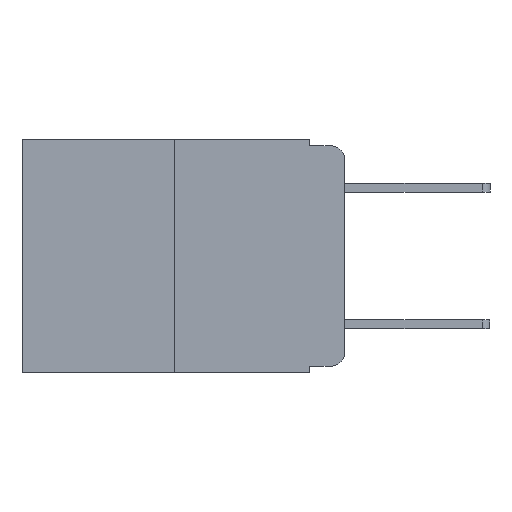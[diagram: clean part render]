
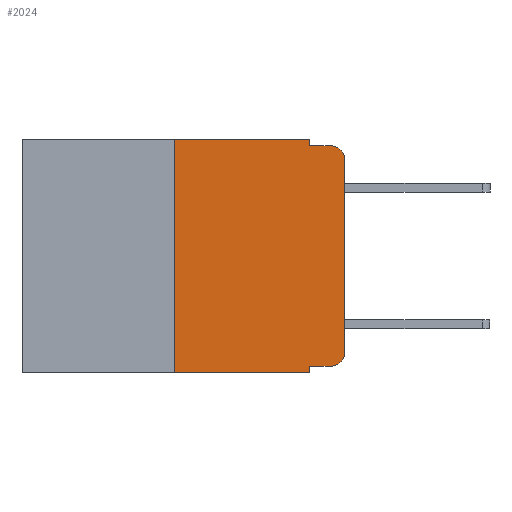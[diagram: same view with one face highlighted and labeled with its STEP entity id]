
A CAD part, left-side view. The second image highlights one B-rep face of the part: STEP entity #2024.
In plain terms, the highlighted planar face has unit normal (-1, 0, 0).
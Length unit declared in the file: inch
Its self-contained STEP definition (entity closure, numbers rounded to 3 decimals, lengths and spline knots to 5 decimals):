
#84 = CARTESIAN_POINT ( 'NONE',  ( 0., 0.051, -0.333 ) ) ;
#242 = CARTESIAN_POINT ( 'NONE',  ( 0., 0.051, -0.01 ) ) ;
#400 = DIRECTION ( 'NONE',  ( 0., -1., 0. ) ) ;
#536 = ORIENTED_EDGE ( 'NONE', *, *, #5455, .F. ) ;
#1046 = VERTEX_POINT ( 'NONE', #8319 ) ;
#1053 = DIRECTION ( 'NONE',  ( 0., -1., 0. ) ) ;
#1056 = EDGE_CURVE ( 'NONE', #8459, #6511, #5815, .T. ) ;
#1081 = DIRECTION ( 'NONE',  ( -1., 0., 0. ) ) ;
#1322 = ORIENTED_EDGE ( 'NONE', *, *, #7361, .T. ) ;
#1349 = ORIENTED_EDGE ( 'NONE', *, *, #5270, .T. ) ;
#1557 = CARTESIAN_POINT ( 'NONE',  ( 0., 0., -0.03 ) ) ;
#1615 = CARTESIAN_POINT ( 'NONE',  ( 0., 0.02, -0.333 ) ) ;
#1707 = VECTOR ( 'NONE', #7246, 39.37008 ) ;
#1970 = DIRECTION ( 'NONE',  ( -1., 0., 0. ) ) ;
#1993 = LINE ( 'NONE', #8062, #1707 ) ;
#2024 = ADVANCED_FACE ( 'NONE', ( #5372 ), #5643, .F. ) ;
#2284 = CIRCLE ( 'NONE', #9012, 0.02 ) ;
#2297 = VERTEX_POINT ( 'NONE', #8151 ) ;
#2429 = VECTOR ( 'NONE', #10251, 39.37008 ) ;
#2605 = VERTEX_POINT ( 'NONE', #5036 ) ;
#2720 = LINE ( 'NONE', #6157, #2429 ) ;
#2822 = ORIENTED_EDGE ( 'NONE', *, *, #4991, .T. ) ;
#3189 = CARTESIAN_POINT ( 'NONE',  ( 0., 0.051, -0.333 ) ) ;
#3343 = CARTESIAN_POINT ( 'NONE',  ( 0., 0.051, -0.01 ) ) ;
#3351 = ORIENTED_EDGE ( 'NONE', *, *, #9243, .T. ) ;
#3559 = ORIENTED_EDGE ( 'NONE', *, *, #10011, .F. ) ;
#3588 = VECTOR ( 'NONE', #5577, 39.37008 ) ;
#3626 = CARTESIAN_POINT ( 'NONE',  ( 0., 0.473, 0. ) ) ;
#3648 = ORIENTED_EDGE ( 'NONE', *, *, #1056, .F. ) ;
#3721 = VECTOR ( 'NONE', #6258, 39.37008 ) ;
#4087 = VERTEX_POINT ( 'NONE', #7213 ) ;
#4094 = ORIENTED_EDGE ( 'NONE', *, *, #4873, .F. ) ;
#4126 = VECTOR ( 'NONE', #400, 39.37008 ) ;
#4210 = VECTOR ( 'NONE', #5539, 39.37008 ) ;
#4477 = LINE ( 'NONE', #6358, #4210 ) ;
#4488 = AXIS2_PLACEMENT_3D ( 'NONE', #3626, #10083, #8725 ) ;
#4796 = LINE ( 'NONE', #5890, #8884 ) ;
#4873 = EDGE_CURVE ( 'NONE', #6473, #8459, #2720, .T. ) ;
#4980 = EDGE_CURVE ( 'NONE', #6985, #10306, #8385, .T. ) ;
#4991 = EDGE_CURVE ( 'NONE', #4087, #5460, #5942, .T. ) ;
#5036 = CARTESIAN_POINT ( 'NONE',  ( 0., 0.051, -0.343 ) ) ;
#5164 = ORIENTED_EDGE ( 'NONE', *, *, #8050, .F. ) ;
#5270 = EDGE_CURVE ( 'NONE', #1046, #2605, #10666, .T. ) ;
#5372 = FACE_OUTER_BOUND ( 'NONE', #8988, .T. ) ;
#5449 = CARTESIAN_POINT ( 'NONE',  ( 0., 0., 0. ) ) ;
#5455 = EDGE_CURVE ( 'NONE', #2297, #6473, #4796, .T. ) ;
#5460 = VERTEX_POINT ( 'NONE', #1557 ) ;
#5539 = DIRECTION ( 'NONE',  ( 0., 0., -1. ) ) ;
#5577 = DIRECTION ( 'NONE',  ( 0., -1., 0. ) ) ;
#5643 = PLANE ( 'NONE',  #4488 ) ;
#5754 = CIRCLE ( 'NONE', #8393, 0.02 ) ;
#5815 = LINE ( 'NONE', #242, #3588 ) ;
#5890 = CARTESIAN_POINT ( 'NONE',  ( 0., 0.473, 0. ) ) ;
#5942 = LINE ( 'NONE', #5449, #3721 ) ;
#6157 = CARTESIAN_POINT ( 'NONE',  ( 0., 0.051, 0. ) ) ;
#6258 = DIRECTION ( 'NONE',  ( 0., 0., 1. ) ) ;
#6290 = CARTESIAN_POINT ( 'NONE',  ( 0., 0.02, -0.03 ) ) ;
#6358 = CARTESIAN_POINT ( 'NONE',  ( 0., 0.051, 0. ) ) ;
#6473 = VERTEX_POINT ( 'NONE', #7668 ) ;
#6511 = VERTEX_POINT ( 'NONE', #10979 ) ;
#6985 = VERTEX_POINT ( 'NONE', #3189 ) ;
#7079 = CARTESIAN_POINT ( 'NONE',  ( 0., 0.02, -0.313 ) ) ;
#7112 = DIRECTION ( 'NONE',  ( 0., 0., -1. ) ) ;
#7213 = CARTESIAN_POINT ( 'NONE',  ( 0., 0., -0.313 ) ) ;
#7246 = DIRECTION ( 'NONE',  ( 0., 0., 1. ) ) ;
#7361 = EDGE_CURVE ( 'NONE', #10306, #4087, #5754, .T. ) ;
#7668 = CARTESIAN_POINT ( 'NONE',  ( 0., 0.051, 0. ) ) ;
#7909 = DIRECTION ( 'NONE',  ( 0., 0., -1. ) ) ;
#8050 = EDGE_CURVE ( 'NONE', #6985, #2605, #4477, .T. ) ;
#8062 = CARTESIAN_POINT ( 'NONE',  ( 0., 0.25, 0. ) ) ;
#8151 = CARTESIAN_POINT ( 'NONE',  ( 0., 0.25, 0. ) ) ;
#8154 = CARTESIAN_POINT ( 'NONE',  ( 0., 0.473, -0.343 ) ) ;
#8319 = CARTESIAN_POINT ( 'NONE',  ( 0., 0.25, -0.343 ) ) ;
#8337 = DIRECTION ( 'NONE',  ( 0., -1., 0. ) ) ;
#8385 = LINE ( 'NONE', #84, #10315 ) ;
#8393 = AXIS2_PLACEMENT_3D ( 'NONE', #7079, #1970, #7909 ) ;
#8459 = VERTEX_POINT ( 'NONE', #3343 ) ;
#8628 = ORIENTED_EDGE ( 'NONE', *, *, #4980, .T. ) ;
#8725 = DIRECTION ( 'NONE',  ( 0., 0., -1. ) ) ;
#8884 = VECTOR ( 'NONE', #8337, 39.37008 ) ;
#8988 = EDGE_LOOP ( 'NONE', ( #2822, #3351, #3648, #4094, #536, #3559, #1349, #5164, #8628, #1322 ) ) ;
#9012 = AXIS2_PLACEMENT_3D ( 'NONE', #6290, #1081, #7112 ) ;
#9243 = EDGE_CURVE ( 'NONE', #5460, #6511, #2284, .T. ) ;
#10011 = EDGE_CURVE ( 'NONE', #1046, #2297, #1993, .T. ) ;
#10083 = DIRECTION ( 'NONE',  ( 1., 0., 0. ) ) ;
#10251 = DIRECTION ( 'NONE',  ( 0., 0., -1. ) ) ;
#10306 = VERTEX_POINT ( 'NONE', #1615 ) ;
#10315 = VECTOR ( 'NONE', #1053, 39.37008 ) ;
#10666 = LINE ( 'NONE', #8154, #4126 ) ;
#10979 = CARTESIAN_POINT ( 'NONE',  ( 0., 0.02, -0.01 ) ) ;
